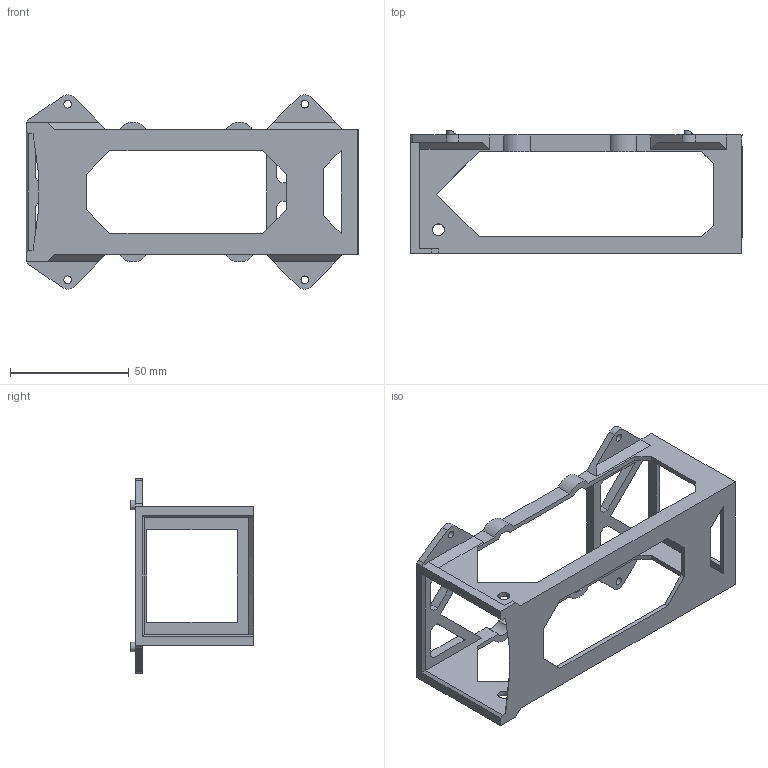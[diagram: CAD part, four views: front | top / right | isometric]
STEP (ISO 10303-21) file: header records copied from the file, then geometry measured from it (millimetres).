
FILE_DESCRIPTION(/* description */ (''),/* implementation_level */ '2;1');
FILE_NAME(/* name */ 'Untitled.step',/* time_stamp */ '2021-11-05T10:48:20+01:00',/* author */ (''),/* organization */ (''),/* preprocessor_version */ 'ST-DEVELOPER v18.1',/* originating_system */ 'Autodesk Translation Framework v10.10.0.1391',/* authorisation */ '');
FILE_SCHEMA (('AUTOMOTIVE_DESIGN { 1 0 10303 214 3 1 1 }'));
Length unit declared in the file: millimetre
Products named in the file (2): (Unsaved); BatteryMount
Assembly tree (1 placements, depth 2):
  (Unsaved)
    BatteryMount
Bounding box: 140 x 52 x 81.84 mm (x, y, z)
Volume: 32300.3 mm3; surface area: 31717.7 mm2
Topology: 1 solids, 1 shells, 135 faces, 395 edges, 260 vertices
Faces by surface type: plane 112, cylinder 22, cone 1
Full cylindrical faces by diameter (mm): 3.2 x4, 4 x4, 5 x2
Entity records: 4549 total; most frequent: CARTESIAN_POINT 797, ORIENTED_EDGE 790, DIRECTION 723, EDGE_CURVE 395, LINE 339, VECTOR 339, VERTEX_POINT 260, AXIS2_PLACEMENT_3D 192
